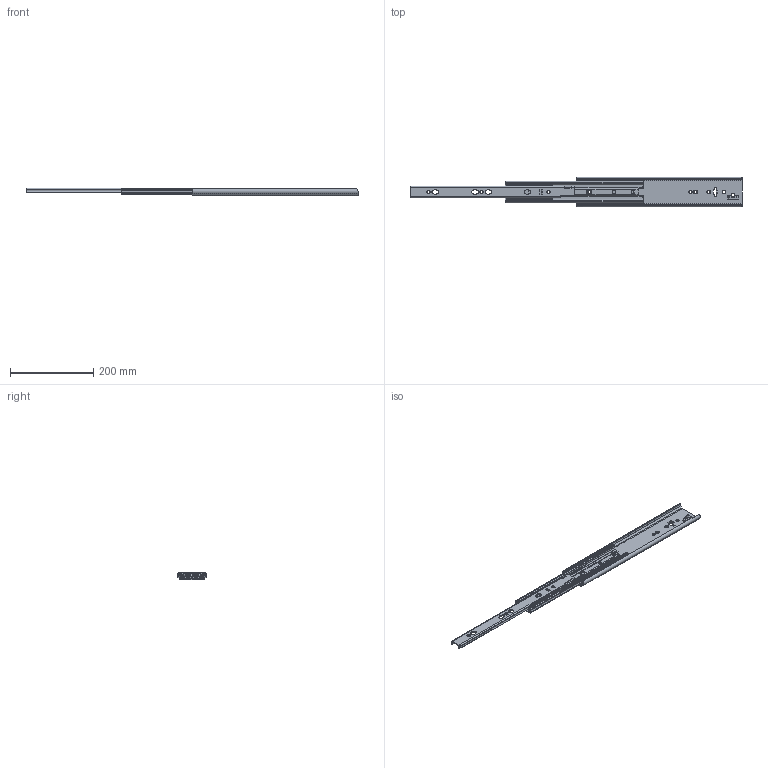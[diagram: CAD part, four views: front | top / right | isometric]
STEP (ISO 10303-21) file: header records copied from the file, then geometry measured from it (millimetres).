
FILE_DESCRIPTION(/* description */ ('TITAN-F- 400/400mm (18.5) Zinc-Magnesium'),/* implementation_level */ '2;1');
FILE_NAME(/* name */ 'M01-AB6_00_open.stp',/* time_stamp */ '2025-09-09T11:47:10+02:00',/* author */ ('l.hoffmann'),/* organization */ (''),/* preprocessor_version */ 'ST-DEVELOPER v20',/* originating_system */ 'Autodesk Inventor 2022',/* authorisation */ '');
FILE_SCHEMA (('AUTOMOTIVE_DESIGN { 1 0 10303 214 3 1 1 }'));
Length unit declared in the file: millimetre
Products named in the file (14): M01-F68; 511-M01-F68-TM1; 511-M01-F68-TM1_1; E000175730; E000175727; E000175726; 512-M01-F68-TM2; 512-M01-F68-TM2_1; E000175739; E000175717; E000175737; E000175736; 514-M01-F68-TM3; 514-M01-F68-TM3_1
Assembly tree (28 placements, depth 3):
  M01-F68
    511-M01-F68-TM1
      511-M01-F68-TM1_1
    E000175730
      E000175717
      E000175727
      E000175726  x9
    512-M01-F68-TM2
      512-M01-F68-TM2_1
    E000175739
      E000175717
      E000175737
      E000175736  x7
    514-M01-F68-TM3
      514-M01-F68-TM3_1
Bounding box: 800 x 70.9 x 18.4 mm (x, y, z)
Volume: 181503.9 mm3; surface area: 215527.8 mm2
Topology: 37 solids, 37 shells, 1127 faces, 3373 edges, 2241 vertices
Faces by surface type: plane 545, cylinder 508, cone 42, sphere 32
Full cylindrical faces by diameter (mm): 7.9 x14, 8 x3, 9 x18, 13 x2
Entity records: 39658 total; most frequent: CARTESIAN_POINT 8492, ORIENTED_EDGE 6562, DIRECTION 6403, EDGE_CURVE 3281, VERTEX_POINT 2185, AXIS2_PLACEMENT_3D 2180, LINE 2043, VECTOR 2043
